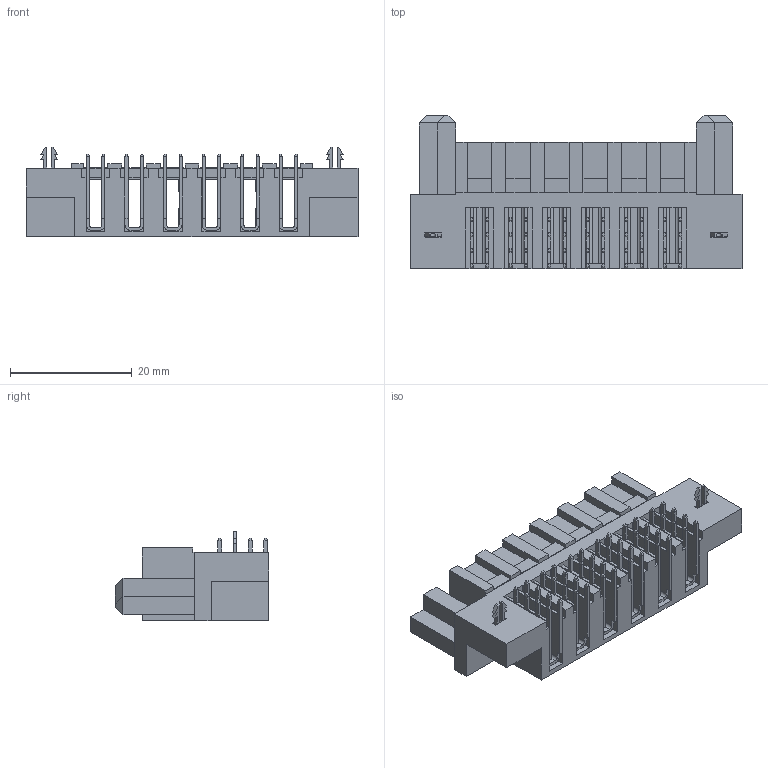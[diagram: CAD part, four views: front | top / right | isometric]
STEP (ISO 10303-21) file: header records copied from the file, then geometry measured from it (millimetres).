
FILE_DESCRIPTION( ( 'STEP AP203' ), ' ' );
FILE_NAME( 'PES-06-01-S-RA-LC.stp', '2017-07-06T09:12:47', ( '' ), ( '' ), ' ', 'PARTsolutions', ' ' );
FILE_SCHEMA( ( 'CONFIG_CONTROL_DESIGN' ) );
Length unit declared in the file: millimetre
Products named in the file (4): PES-06-01-S-RA-LC; _PES-06-RA-LC_t; _PES-06-01-RA_p; _PES-06-01-S-RA-LC_lc
Assembly tree (4 placements, depth 2):
  PES-06-01-S-RA-LC
    _PES-06-RA-LC_t
    _PES-06-01-RA_p
    _PES-06-01-S-RA-LC_lc  x2
Bounding box: 54.61 x 25.2 x 14.75 mm (x, y, z)
Volume: 8116.8 mm3; surface area: 11889.4 mm2
Topology: 4 solids, 4 shells, 826 faces, 2228 edges, 1412 vertices
Faces by surface type: plane 800, cylinder 26
Entity records: 24723 total; most frequent: CARTESIAN_POINT 4373, ORIENTED_EDGE 4360, DIRECTION 3856, EDGE_CURVE 2180, LINE 2130, VECTOR 2130, VERTEX_POINT 1380, AXIS2_PLACEMENT_3D 863
